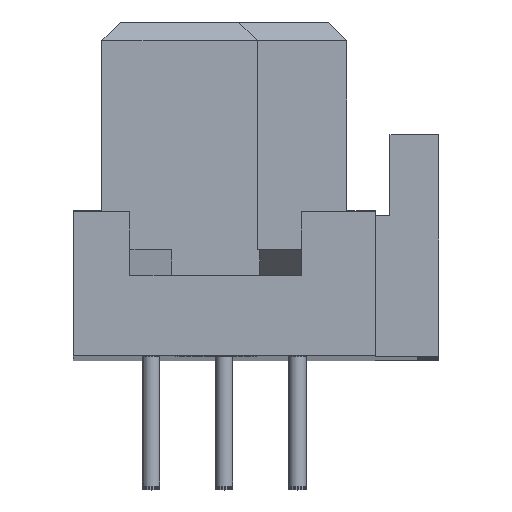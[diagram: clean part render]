
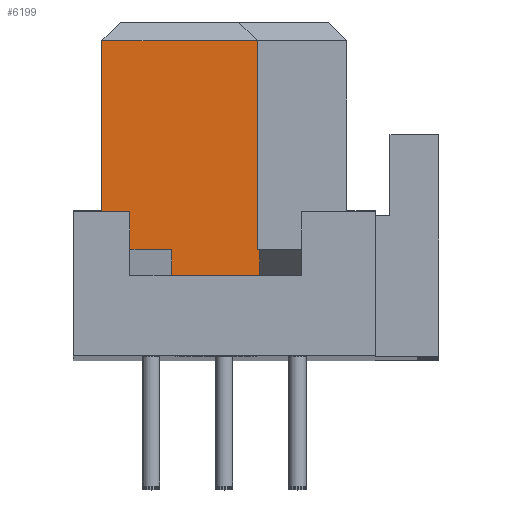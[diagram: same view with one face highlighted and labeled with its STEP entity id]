
A CAD part, top view. The second image highlights one B-rep face of the part: STEP entity #6199.
In plain terms, the highlighted planar face has unit normal (0, 0, 1).
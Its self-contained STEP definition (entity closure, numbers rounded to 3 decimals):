
#6199=ADVANCED_FACE('',(#7752),#6976,.T.);
#6976=PLANE('',#20998);
#7752=FACE_OUTER_BOUND('',#8718,.T.);
#8718=EDGE_LOOP('',(#11396,#11397,#11398,#11399,#11400,#11401,#11402,#11403));
#11396=ORIENTED_EDGE('',*,*,#15917,.T.);
#11397=ORIENTED_EDGE('',*,*,#15918,.T.);
#11398=ORIENTED_EDGE('',*,*,#15913,.T.);
#11399=ORIENTED_EDGE('',*,*,#15919,.T.);
#11400=ORIENTED_EDGE('',*,*,#15910,.T.);
#11401=ORIENTED_EDGE('',*,*,#15920,.F.);
#11402=ORIENTED_EDGE('',*,*,#15921,.F.);
#11403=ORIENTED_EDGE('',*,*,#15922,.T.);
#14119=VERTEX_POINT('',#28253);
#14120=VERTEX_POINT('',#28254);
#14121=VERTEX_POINT('',#28259);
#14122=VERTEX_POINT('',#28260);
#14125=VERTEX_POINT('',#28268);
#14126=VERTEX_POINT('',#28269);
#14127=VERTEX_POINT('',#28273);
#14128=VERTEX_POINT('',#28275);
#15910=EDGE_CURVE('',#14119,#14120,#17718,.T.);
#15913=EDGE_CURVE('',#14121,#14122,#17721,.T.);
#15917=EDGE_CURVE('',#14125,#14126,#17725,.T.);
#15918=EDGE_CURVE('',#14126,#14121,#17726,.T.);
#15919=EDGE_CURVE('',#14122,#14119,#17727,.T.);
#15920=EDGE_CURVE('',#14127,#14120,#17728,.T.);
#15921=EDGE_CURVE('',#14128,#14127,#17729,.T.);
#15922=EDGE_CURVE('',#14128,#14125,#17730,.T.);
#17718=LINE('',#28252,#19524);
#17721=LINE('',#28258,#19527);
#17725=LINE('',#28267,#19531);
#17726=LINE('',#28270,#19532);
#17727=LINE('',#28271,#19533);
#17728=LINE('',#28272,#19534);
#17729=LINE('',#28274,#19535);
#17730=LINE('',#28276,#19536);
#19524=VECTOR('',#24171,1.);
#19527=VECTOR('',#24176,1.);
#19531=VECTOR('',#24182,1.);
#19532=VECTOR('',#24183,1.);
#19533=VECTOR('',#24184,1.);
#19534=VECTOR('',#24185,1.);
#19535=VECTOR('',#24186,1.);
#19536=VECTOR('',#24187,1.);
#20998=AXIS2_PLACEMENT_3D('',#28277,#24188,#24189);
#24171=DIRECTION('',(0.,1.,0.));
#24176=DIRECTION('',(0.,1.,0.));
#24182=DIRECTION('',(0.,-1.,0.));
#24183=DIRECTION('',(1.,0.,0.));
#24184=DIRECTION('',(-1.,0.,0.));
#24185=DIRECTION('',(1.,0.,0.));
#24186=DIRECTION('',(0.,1.,0.));
#24187=DIRECTION('',(1.,0.,0.));
#24188=DIRECTION('',(0.,0.,1.));
#24189=DIRECTION('',(0.,-1.,0.));
#28252=CARTESIAN_POINT('',(12.313,-22.792,99.95));
#28253=CARTESIAN_POINT('',(12.313,-22.792,99.95));
#28254=CARTESIAN_POINT('',(12.313,-15.542,99.95));
#28258=CARTESIAN_POINT('',(12.395,-23.692,99.95));
#28259=CARTESIAN_POINT('',(12.395,-23.692,99.95));
#28260=CARTESIAN_POINT('',(12.395,-22.792,99.95));
#28267=CARTESIAN_POINT('',(9.332,-22.792,99.95));
#28268=CARTESIAN_POINT('',(9.332,-22.792,99.95));
#28269=CARTESIAN_POINT('',(9.332,-23.692,99.95));
#28270=CARTESIAN_POINT('',(9.332,-23.692,99.95));
#28271=CARTESIAN_POINT('',(12.395,-22.792,99.95));
#28272=CARTESIAN_POINT('',(6.913,-15.542,99.95));
#28273=CARTESIAN_POINT('',(6.913,-15.542,99.95));
#28274=CARTESIAN_POINT('',(6.913,-22.792,99.95));
#28275=CARTESIAN_POINT('',(6.913,-22.792,99.95));
#28276=CARTESIAN_POINT('',(6.913,-22.792,99.95));
#28277=CARTESIAN_POINT('',(5.813,-14.792,99.95));
